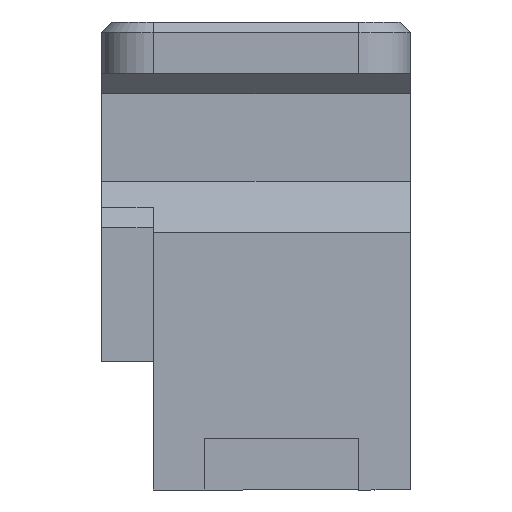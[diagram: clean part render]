
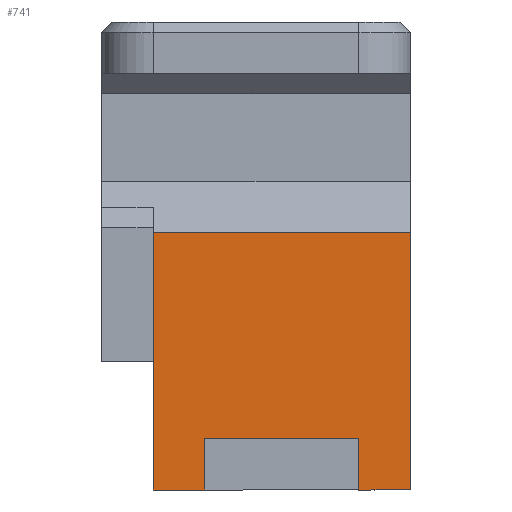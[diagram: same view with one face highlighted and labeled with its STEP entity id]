
A CAD part, left-side view. The second image highlights one B-rep face of the part: STEP entity #741.
In plain terms, the highlighted planar face has unit normal (-1, 0, 0).
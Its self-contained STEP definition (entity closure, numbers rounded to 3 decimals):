
#45 = CARTESIAN_POINT ( 'NONE',  ( -44.678, 0., 4.247 ) ) ;
#48 = VERTEX_POINT ( 'NONE', #1858 ) ;
#98 = FACE_OUTER_BOUND ( 'NONE', #1698, .T. ) ;
#163 = ORIENTED_EDGE ( 'NONE', *, *, #1630, .F. ) ;
#192 = LINE ( 'NONE', #2088, #1927 ) ;
#210 = DIRECTION ( 'NONE',  ( 0., 0., -1. ) ) ;
#230 = DIRECTION ( 'NONE',  ( 0., 0., -1. ) ) ;
#234 = EDGE_CURVE ( 'NONE', #891, #635, #192, .T. ) ;
#260 = EDGE_CURVE ( 'NONE', #785, #1383, #417, .T. ) ;
#265 = CARTESIAN_POINT ( 'NONE',  ( -44.678, 25., 24.247 ) ) ;
#319 = VERTEX_POINT ( 'NONE', #1365 ) ;
#342 = ORIENTED_EDGE ( 'NONE', *, *, #2372, .F. ) ;
#391 = CARTESIAN_POINT ( 'NONE',  ( -44.678, 25., 4.247 ) ) ;
#417 = LINE ( 'NONE', #45, #1416 ) ;
#439 = VECTOR ( 'NONE', #2197, 1000. ) ;
#451 = CARTESIAN_POINT ( 'NONE',  ( -44.678, 25., -0.753 ) ) ;
#458 = VECTOR ( 'NONE', #230, 1000. ) ;
#459 = DIRECTION ( 'NONE',  ( 0., 1., 0. ) ) ;
#546 = VECTOR ( 'NONE', #2072, 1000. ) ;
#556 = LINE ( 'NONE', #451, #439 ) ;
#573 = CARTESIAN_POINT ( 'NONE',  ( -44.678, 25., 4.247 ) ) ;
#630 = DIRECTION ( 'NONE',  ( 0., -1., 0. ) ) ;
#635 = VERTEX_POINT ( 'NONE', #1235 ) ;
#641 = LINE ( 'NONE', #2365, #2160 ) ;
#643 = ORIENTED_EDGE ( 'NONE', *, *, #2337, .T. ) ;
#702 = ORIENTED_EDGE ( 'NONE', *, *, #1327, .T. ) ;
#719 = ORIENTED_EDGE ( 'NONE', *, *, #234, .F. ) ;
#741 = ADVANCED_FACE ( 'NONE', ( #98 ), #1693, .T. ) ;
#743 = EDGE_CURVE ( 'NONE', #891, #319, #2308, .T. ) ;
#762 = CARTESIAN_POINT ( 'NONE',  ( -44.678, 0., 24.247 ) ) ;
#785 = VERTEX_POINT ( 'NONE', #762 ) ;
#880 = CARTESIAN_POINT ( 'NONE',  ( -44.678, 5., -0.753 ) ) ;
#891 = VERTEX_POINT ( 'NONE', #1602 ) ;
#984 = VERTEX_POINT ( 'NONE', #880 ) ;
#997 = VERTEX_POINT ( 'NONE', #2428 ) ;
#1145 = CARTESIAN_POINT ( 'NONE',  ( -44.678, 5., 4.247 ) ) ;
#1235 = CARTESIAN_POINT ( 'NONE',  ( -44.678, 20., -0.753 ) ) ;
#1287 = ORIENTED_EDGE ( 'NONE', *, *, #743, .T. ) ;
#1327 = EDGE_CURVE ( 'NONE', #319, #984, #1627, .T. ) ;
#1365 = CARTESIAN_POINT ( 'NONE',  ( -44.678, 5., 4.247 ) ) ;
#1373 = ORIENTED_EDGE ( 'NONE', *, *, #260, .F. ) ;
#1383 = VERTEX_POINT ( 'NONE', #2349 ) ;
#1416 = VECTOR ( 'NONE', #1510, 1000. ) ;
#1460 = LINE ( 'NONE', #265, #1852 ) ;
#1510 = DIRECTION ( 'NONE',  ( 0., 0., -1. ) ) ;
#1602 = CARTESIAN_POINT ( 'NONE',  ( -44.678, 20., 4.247 ) ) ;
#1627 = LINE ( 'NONE', #1145, #2069 ) ;
#1630 = EDGE_CURVE ( 'NONE', #635, #997, #556, .T. ) ;
#1642 = ORIENTED_EDGE ( 'NONE', *, *, #2043, .F. ) ;
#1693 = PLANE ( 'NONE',  #1767 ) ;
#1698 = EDGE_LOOP ( 'NONE', ( #163, #719, #1287, #702, #342, #1373, #1642, #643 ) ) ;
#1754 = DIRECTION ( 'NONE',  ( -1., 0., 0. ) ) ;
#1767 = AXIS2_PLACEMENT_3D ( 'NONE', #573, #1754, #1881 ) ;
#1852 = VECTOR ( 'NONE', #630, 1000. ) ;
#1858 = CARTESIAN_POINT ( 'NONE',  ( -44.678, 25., 24.247 ) ) ;
#1881 = DIRECTION ( 'NONE',  ( 0., 0., 1. ) ) ;
#1927 = VECTOR ( 'NONE', #210, 1000. ) ;
#1942 = LINE ( 'NONE', #2112, #458 ) ;
#2043 = EDGE_CURVE ( 'NONE', #48, #785, #1460, .T. ) ;
#2069 = VECTOR ( 'NONE', #2304, 1000. ) ;
#2072 = DIRECTION ( 'NONE',  ( 0., -1., 0. ) ) ;
#2088 = CARTESIAN_POINT ( 'NONE',  ( -44.678, 20., 4.247 ) ) ;
#2112 = CARTESIAN_POINT ( 'NONE',  ( -44.678, 25., 4.247 ) ) ;
#2160 = VECTOR ( 'NONE', #459, 1000. ) ;
#2197 = DIRECTION ( 'NONE',  ( 0., 1., 0. ) ) ;
#2304 = DIRECTION ( 'NONE',  ( 0., 0., -1. ) ) ;
#2308 = LINE ( 'NONE', #391, #546 ) ;
#2337 = EDGE_CURVE ( 'NONE', #48, #997, #1942, .T. ) ;
#2349 = CARTESIAN_POINT ( 'NONE',  ( -44.678, 0., -0.753 ) ) ;
#2365 = CARTESIAN_POINT ( 'NONE',  ( -44.678, 0., -0.753 ) ) ;
#2372 = EDGE_CURVE ( 'NONE', #1383, #984, #641, .T. ) ;
#2428 = CARTESIAN_POINT ( 'NONE',  ( -44.678, 25., -0.753 ) ) ;
